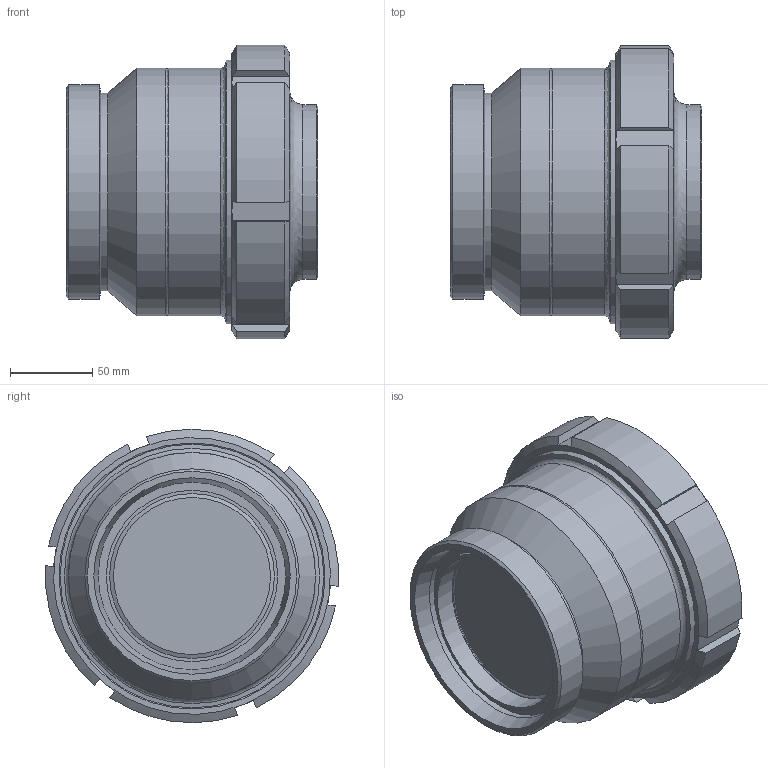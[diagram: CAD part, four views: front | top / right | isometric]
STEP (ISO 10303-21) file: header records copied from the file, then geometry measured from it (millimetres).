
FILE_DESCRIPTION((''),'2;1');
FILE_NAME('65001400X300.stp','2010-09-09T08:41:08',('Creator'),(''),'Autodesk Inventor 2010','Autodesk Inventor 2010','');
FILE_SCHEMA(('AUTOMOTIVE_DESIGN { 1 0 10303 214 1 1 1 1 }'));
Length unit declared in the file: millimetre
Products named in the file (1): 65001400X300
Bounding box: 152.5 x 177.55 x 177.98 mm (x, y, z)
Surface area: 300455.9 mm2 (no closed solid volume)
Topology: 0 solids, 7 shells, 148 faces, 326 edges, 202 vertices
Faces by surface type: cylinder 57, plane 50, cone 33, bspline 5, torus 3
Full cylindrical faces by diameter (mm): 18 x2, 27 x2, 97.6 x1, 100 x1, 104 x1, 106 x1, 113.8 x1, 114 x1, 120 x1, 122 x1, 125 x1, 130 x3, 130.3 x1, 137 x1, 138 x1, 141 x1, 141.8 x1, 142 x1, 150 x2, 154.29 x1, 160 x1, 160.4 x1
Entity records: 16791 total; most frequent: CARTESIAN_POINT 13722, DIRECTION 654, ORIENTED_EDGE 540, AXIS2_PLACEMENT_3D 291, EDGE_CURVE 270, EDGE_LOOP 231, VERTEX_POINT 201, FACE_OUTER_BOUND 148
